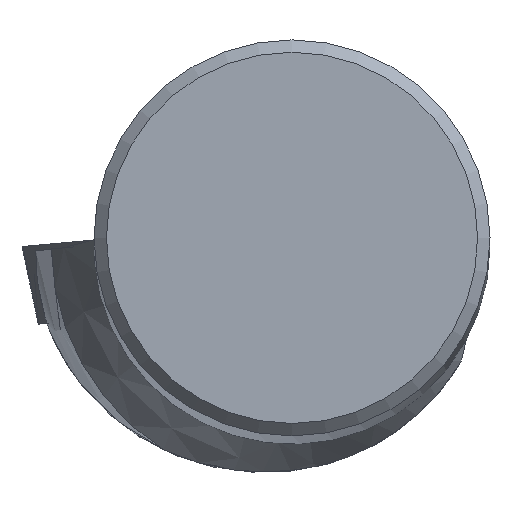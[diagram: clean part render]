
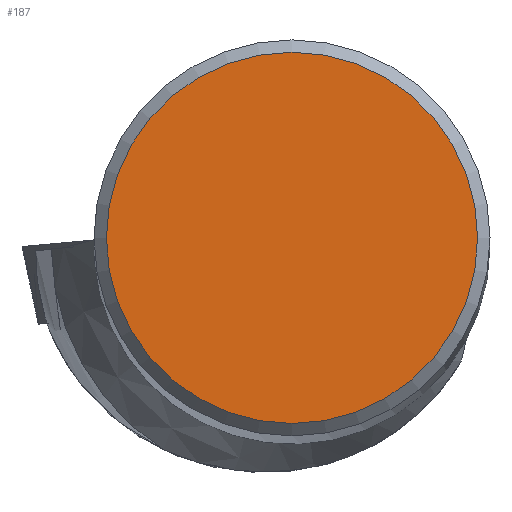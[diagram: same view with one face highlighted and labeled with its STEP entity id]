
A CAD part, top view. The second image highlights one B-rep face of the part: STEP entity #187.
In plain terms, the highlighted planar face has unit normal (0, 0, 1).
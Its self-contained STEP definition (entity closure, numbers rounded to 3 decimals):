
#154=FACE_OUTER_BOUND('',#343,.T.);
#187=ADVANCED_FACE('',(#154),#210,.T.);
#210=PLANE('',#809);
#343=EDGE_LOOP('',(#467));
#467=ORIENTED_EDGE('',*,*,#648,.T.);
#575=VERTEX_POINT('',#1288);
#648=EDGE_CURVE('',#575,#575,#688,.T.);
#688=CIRCLE('',#807,7.493);
#807=AXIS2_PLACEMENT_3D('',#1287,#957,#958);
#809=AXIS2_PLACEMENT_3D('',#1290,#961,#962);
#957=DIRECTION('',(0.,0.,1.));
#958=DIRECTION('',(1.,0.,0.));
#961=DIRECTION('',(0.,0.,1.));
#962=DIRECTION('',(1.,0.,0.));
#1287=CARTESIAN_POINT('',(0.,0.,0.));
#1288=CARTESIAN_POINT('',(7.493,0.,0.));
#1290=CARTESIAN_POINT('',(0.,0.,
0.));
